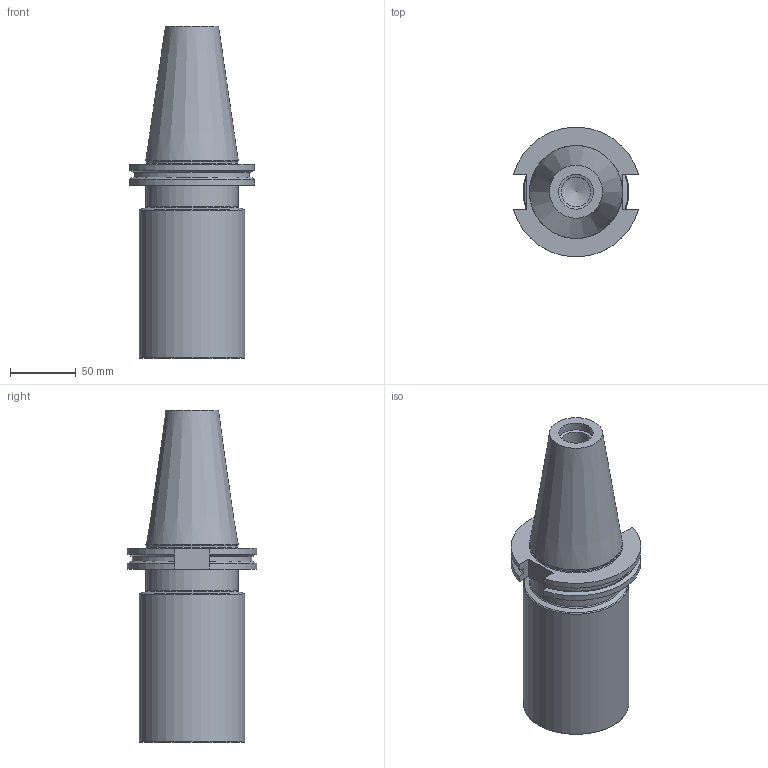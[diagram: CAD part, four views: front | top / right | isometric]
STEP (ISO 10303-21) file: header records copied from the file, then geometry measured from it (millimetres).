
FILE_DESCRIPTION(/* description */ (''),/* implementation_level */ '2;1');
FILE_NAME(/* name */ '2518_1_3d.stp',/* time_stamp */ '2017-02-08T08:18:29+01:00',/* author */ (''),/* organization */ ('SMS'),/* preprocessor_version */ 'ST-DEVELOPER v15',/* originating_system */ 'SIEMENS PLM Software NX 8.5',/* authorisation */ '');
FILE_SCHEMA (('AUTOMOTIVE_DESIGN { 1 0 10303 214 3 1 1 1 }'));
Length unit declared in the file: millimetre
Products named in the file (1): 2518_1_3D
Bounding box: 94.96 x 98.03 x 251.6 mm (x, y, z)
Volume: 977333.4 mm3; surface area: 75038.1 mm2
Topology: 1 solids, 1 shells, 38 faces, 96 edges, 61 vertices
Faces by surface type: plane 14, cylinder 11, cone 10, torus 3
Full cylindrical faces by diameter (mm): 22.5 x1, 26.375 x1, 69.4 x1, 69.85 x1, 80 x1
Entity records: 1100 total; most frequent: CARTESIAN_POINT 207, DIRECTION 185, ORIENTED_EDGE 156, EDGE_CURVE 78, AXIS2_PLACEMENT_3D 74, VERTEX_POINT 58, EDGE_LOOP 53, ADVANCED_FACE 38
